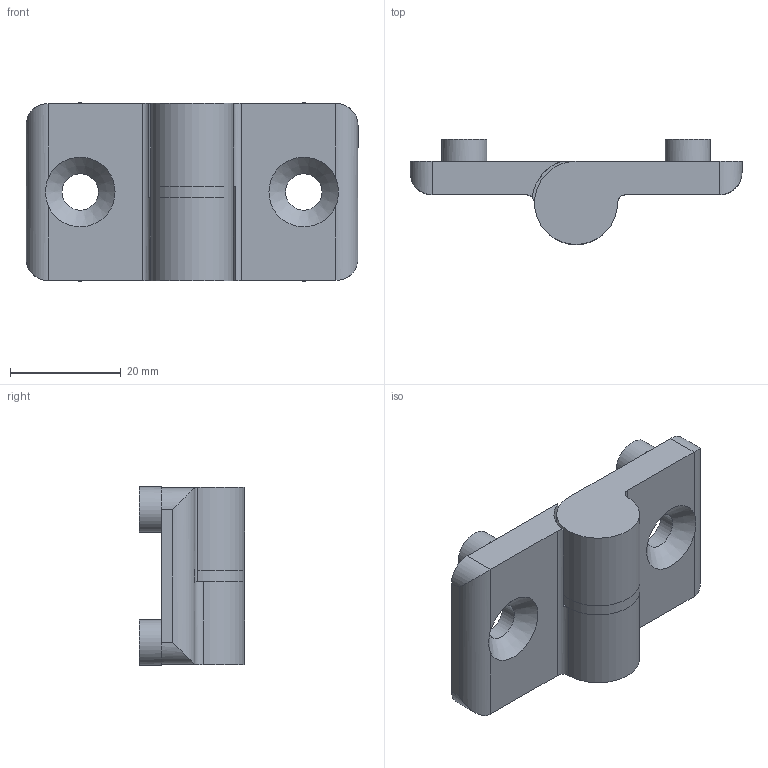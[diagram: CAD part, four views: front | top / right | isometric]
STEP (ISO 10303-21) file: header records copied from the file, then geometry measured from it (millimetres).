
FILE_DESCRIPTION(/* description */ (''),/* implementation_level */ '2;1');
FILE_NAME(/* name */ 'ZI-1545_Scharnier_PA_links-8.stp',/* time_stamp */ '2020-07-20T15:06:05+02:00',/* author */ ('jmaun'),/* organization */ (''),/* preprocessor_version */ 'ST-DEVELOPER v17',/* originating_system */ 'Autodesk Inventor 2019',/* authorisation */ '');
FILE_SCHEMA (('AUTOMOTIVE_DESIGN { 1 0 10303 214 3 1 1 }'));
Length unit declared in the file: millimetre
Products named in the file (4): ZI-1545_Scharnier_PA_links-8; 1; 2; 3
Assembly tree (3 placements, depth 2):
  ZI-1545_Scharnier_PA_links-8
    1
    2
    3
Bounding box: 60 x 19 x 32.2 mm (x, y, z)
Volume: 14849.1 mm3; surface area: 7590.2 mm2
Topology: 3 solids, 3 shells, 48 faces, 112 edges, 70 vertices
Faces by surface type: plane 24, cylinder 22, cone 2
Full cylindrical faces by diameter (mm): 6.6 x2, 7.5 x3, 8.2 x4, 15 x1
Entity records: 1624 total; most frequent: DIRECTION 270, CARTESIAN_POINT 257, ORIENTED_EDGE 224, EDGE_CURVE 112, AXIS2_PLACEMENT_3D 107, VERTEX_POINT 70, LINE 56, VECTOR 56
